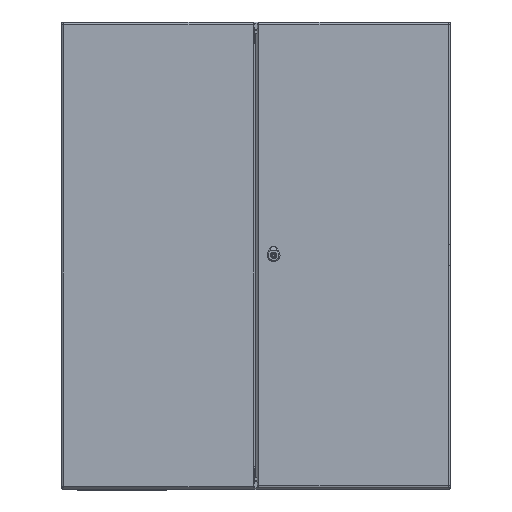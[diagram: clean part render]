
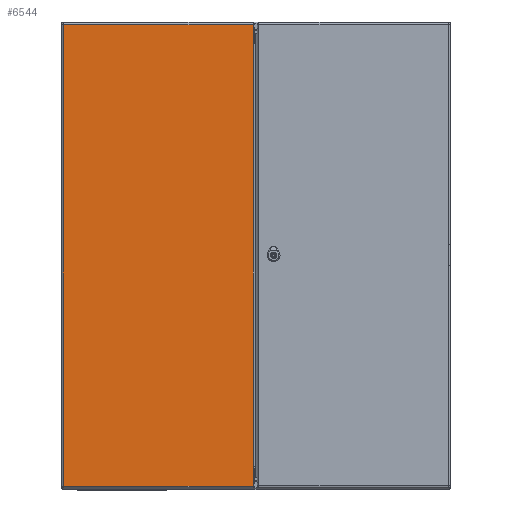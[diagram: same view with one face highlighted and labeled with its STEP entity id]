
A CAD part, top view. The second image highlights one B-rep face of the part: STEP entity #6544.
In plain terms, the highlighted face is planar.
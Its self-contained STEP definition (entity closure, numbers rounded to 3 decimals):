
#6544=ADVANCED_FACE('',(#7957),#7193,.F.);
#7193=PLANE('',#24942);
#7957=FACE_OUTER_BOUND('',#9373,.T.);
#9373=EDGE_LOOP('',(#14075,#14076,#14077,#14078));
#14075=ORIENTED_EDGE('',*,*,#19945,.T.);
#14076=ORIENTED_EDGE('',*,*,#19946,.T.);
#14077=ORIENTED_EDGE('',*,*,#19947,.T.);
#14078=ORIENTED_EDGE('',*,*,#19948,.T.);
#17320=VERTEX_POINT('',#41513);
#17321=VERTEX_POINT('',#41514);
#17322=VERTEX_POINT('',#41516);
#17323=VERTEX_POINT('',#41518);
#19945=EDGE_CURVE('',#17320,#17321,#21611,.T.);
#19946=EDGE_CURVE('',#17321,#17322,#21612,.T.);
#19947=EDGE_CURVE('',#17322,#17323,#21613,.T.);
#19948=EDGE_CURVE('',#17323,#17320,#21614,.T.);
#21611=LINE('',#41512,#22873);
#21612=LINE('',#41515,#22874);
#21613=LINE('',#41517,#22875);
#21614=LINE('',#41519,#22876);
#22873=VECTOR('',#29897,1.);
#22874=VECTOR('',#29898,1.);
#22875=VECTOR('',#29899,1.);
#22876=VECTOR('',#29900,1.);
#24942=AXIS2_PLACEMENT_3D('',#41520,#29901,#29902);
#29897=DIRECTION('',(-1.,0.,0.));
#29898=DIRECTION('',(0.,1.,0.));
#29899=DIRECTION('',(1.,0.,0.));
#29900=DIRECTION('',(0.,-1.,0.));
#29901=DIRECTION('',(0.,0.,1.));
#29902=DIRECTION('',(1.,0.,0.));
#41512=CARTESIAN_POINT('',(0.,-593.5,0.));
#41513=CARTESIAN_POINT('',(244.,-593.5,0.));
#41514=CARTESIAN_POINT('',(-244.,-593.5,0.));
#41515=CARTESIAN_POINT('',(-244.,0.,0.));
#41516=CARTESIAN_POINT('',(-244.,593.5,0.));
#41517=CARTESIAN_POINT('',(0.,593.5,0.));
#41518=CARTESIAN_POINT('',(244.,593.5,0.));
#41519=CARTESIAN_POINT('',(244.,0.,0.));
#41520=CARTESIAN_POINT('',(0.,0.,0.));
